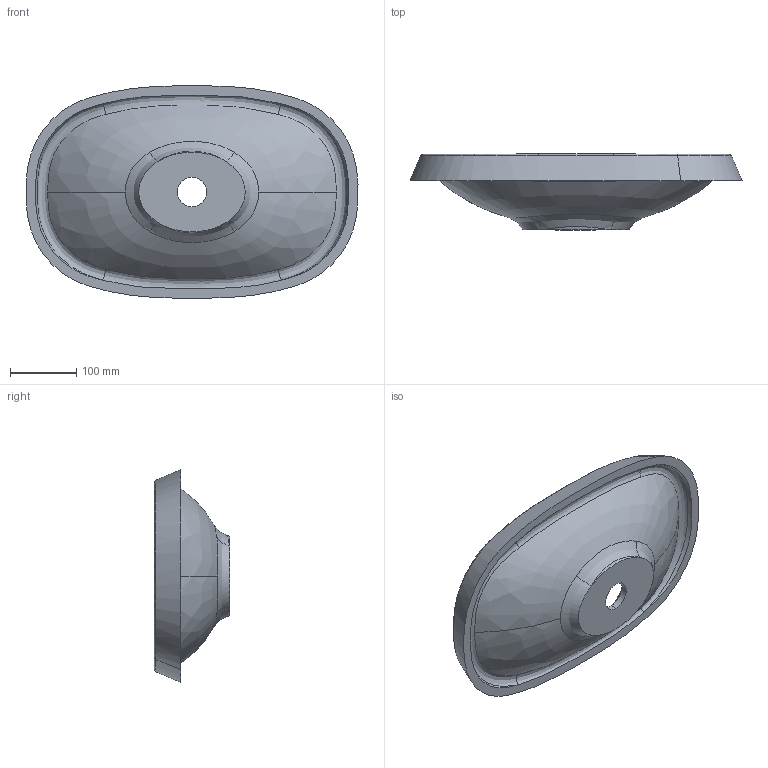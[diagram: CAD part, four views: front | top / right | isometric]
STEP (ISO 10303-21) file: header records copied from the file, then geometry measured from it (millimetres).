
FILE_DESCRIPTION (( 'STEP AP203' ), '1' );
FILE_NAME ('6301300510.STEP', '2020-12-16T22:24:59', ( '' ), ( '' ), 'SwSTEP 2.0', 'SolidWorks 2019', '' );
FILE_SCHEMA (( 'CONFIG_CONTROL_DESIGN' ));
Length unit declared in the file: millimetre
Products named in the file (1): 6301300510
Bounding box: 499.45 x 114 x 319.69 mm (x, y, z)
Volume: 2609879.9 mm3; surface area: 369197.1 mm2
Topology: 1 solids, 1 shells, 52 faces, 153 edges, 104 vertices
Faces by surface type: bspline 45, plane 3, cylinder 2, cone 2
Entity records: 18784 total; most frequent: CARTESIAN_POINT 17625, ORIENTED_EDGE 306, EDGE_CURVE 153, DIRECTION 120, VERTEX_POINT 104, B_SPLINE_CURVE_WITH_KNOTS 99, AXIS2_PLACEMENT_3D 58, EDGE_LOOP 55
